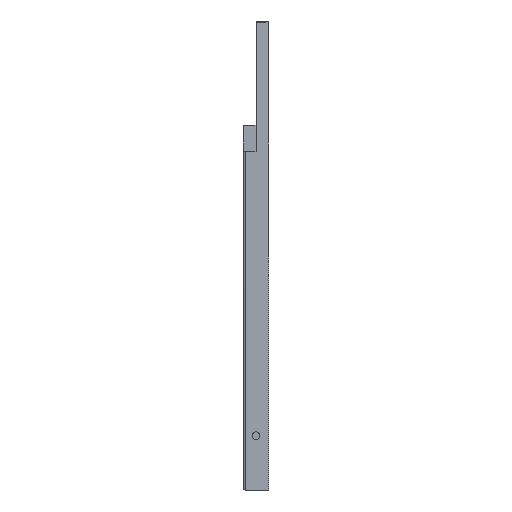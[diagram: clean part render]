
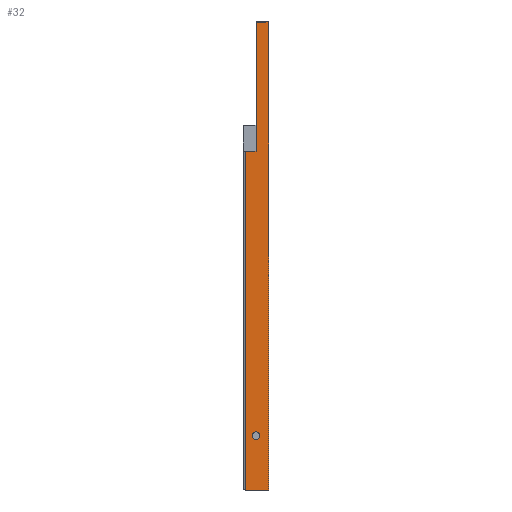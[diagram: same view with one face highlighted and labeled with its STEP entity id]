
A CAD part, left-side view. The second image highlights one B-rep face of the part: STEP entity #32.
In plain terms, the highlighted planar face has unit normal (-1, 0, 0).
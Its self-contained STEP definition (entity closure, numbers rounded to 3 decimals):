
#32 = ADVANCED_FACE ( 'NONE', ( #10588, #1317 ), #10395, .F. ) ;
#223 = EDGE_CURVE ( 'NONE', #9881, #9611, #1514, .T. ) ;
#1013 = VERTEX_POINT ( 'NONE', #11269 ) ;
#1025 = CARTESIAN_POINT ( 'NONE',  ( -99.5, 0., 56. ) ) ;
#1085 = CARTESIAN_POINT ( 'NONE',  ( -99.5, 9., 210. ) ) ;
#1224 = VERTEX_POINT ( 'NONE', #3776 ) ;
#1317 = FACE_OUTER_BOUND ( 'NONE', #4809, .T. ) ;
#1321 = AXIS2_PLACEMENT_3D ( 'NONE', #6080, #7271, #12239 ) ;
#1514 = LINE ( 'NONE', #10854, #6310 ) ;
#1703 = CARTESIAN_POINT ( 'NONE',  ( -99.5, 9., 6. ) ) ;
#1798 = VERTEX_POINT ( 'NONE', #7302 ) ;
#2093 = LINE ( 'NONE', #5298, #5090 ) ;
#2179 = LINE ( 'NONE', #10197, #4049 ) ;
#2333 = DIRECTION ( 'NONE',  ( -1., 0., 0. ) ) ;
#2400 = CARTESIAN_POINT ( 'NONE',  ( -99.5, 5., -104. ) ) ;
#2862 = ORIENTED_EDGE ( 'NONE', *, *, #4449, .F. ) ;
#3102 = DIRECTION ( 'NONE',  ( 0., 0., 1. ) ) ;
#3105 = ORIENTED_EDGE ( 'NONE', *, *, #9415, .F. ) ;
#3296 = CARTESIAN_POINT ( 'NONE',  ( -99.5, 5., 56. ) ) ;
#3410 = CARTESIAN_POINT ( 'NONE',  ( -99.5, 0., -125. ) ) ;
#3734 = CARTESIAN_POINT ( 'NONE',  ( -99.5, 0., -125. ) ) ;
#3776 = CARTESIAN_POINT ( 'NONE',  ( -99.5, 5., -102.5 ) ) ;
#4049 = VECTOR ( 'NONE', #10448, 1000. ) ;
#4167 = DIRECTION ( 'NONE',  ( 0., 1., 0. ) ) ;
#4449 = EDGE_CURVE ( 'NONE', #6082, #1013, #2179, .T. ) ;
#4472 = AXIS2_PLACEMENT_3D ( 'NONE', #2400, #2333, #6422 ) ;
#4724 = EDGE_CURVE ( 'NONE', #1224, #12765, #9168, .T. ) ;
#4809 = EDGE_LOOP ( 'NONE', ( #2862, #6728, #5667, #11652, #11461, #3105 ) ) ;
#5090 = VECTOR ( 'NONE', #4167, 1000. ) ;
#5153 = DIRECTION ( 'NONE',  ( 0., 0., -1. ) ) ;
#5298 = CARTESIAN_POINT ( 'NONE',  ( -99.5, 0., 56. ) ) ;
#5650 = AXIS2_PLACEMENT_3D ( 'NONE', #9521, #12600, #8273 ) ;
#5667 = ORIENTED_EDGE ( 'NONE', *, *, #8399, .F. ) ;
#6080 = CARTESIAN_POINT ( 'NONE',  ( -99.5, 5., -104. ) ) ;
#6082 = VERTEX_POINT ( 'NONE', #1703 ) ;
#6310 = VECTOR ( 'NONE', #11934, 1000. ) ;
#6422 = DIRECTION ( 'NONE',  ( 0., 0., 1. ) ) ;
#6612 = ORIENTED_EDGE ( 'NONE', *, *, #7361, .F. ) ;
#6728 = ORIENTED_EDGE ( 'NONE', *, *, #12567, .T. ) ;
#7108 = EDGE_LOOP ( 'NONE', ( #8820, #6612 ) ) ;
#7152 = CARTESIAN_POINT ( 'NONE',  ( -99.5, 5., 56. ) ) ;
#7154 = VERTEX_POINT ( 'NONE', #7152 ) ;
#7271 = DIRECTION ( 'NONE',  ( -1., 0., 0. ) ) ;
#7302 = CARTESIAN_POINT ( 'NONE',  ( -99.5, 9., -125. ) ) ;
#7361 = EDGE_CURVE ( 'NONE', #12765, #1224, #12838, .T. ) ;
#8166 = LINE ( 'NONE', #1085, #8907 ) ;
#8273 = DIRECTION ( 'NONE',  ( 0., 0., -1. ) ) ;
#8399 = EDGE_CURVE ( 'NONE', #9881, #1798, #11498, .T. ) ;
#8433 = DIRECTION ( 'NONE',  ( 0., 1., 0. ) ) ;
#8820 = ORIENTED_EDGE ( 'NONE', *, *, #4724, .F. ) ;
#8907 = VECTOR ( 'NONE', #5153, 1000. ) ;
#9168 = CIRCLE ( 'NONE', #4472, 1.5 ) ;
#9415 = EDGE_CURVE ( 'NONE', #1013, #7154, #12408, .T. ) ;
#9521 = CARTESIAN_POINT ( 'NONE',  ( -99.5, 10., 210. ) ) ;
#9611 = VERTEX_POINT ( 'NONE', #1025 ) ;
#9881 = VERTEX_POINT ( 'NONE', #3734 ) ;
#10173 = VECTOR ( 'NONE', #3102, 1000. ) ;
#10197 = CARTESIAN_POINT ( 'NONE',  ( -99.5, 5., 6. ) ) ;
#10395 = PLANE ( 'NONE',  #5650 ) ;
#10448 = DIRECTION ( 'NONE',  ( 0., -1., 0. ) ) ;
#10588 = FACE_BOUND ( 'NONE', #7108, .T. ) ;
#10854 = CARTESIAN_POINT ( 'NONE',  ( -99.5, 0., 210. ) ) ;
#11269 = CARTESIAN_POINT ( 'NONE',  ( -99.5, 5., 6. ) ) ;
#11461 = ORIENTED_EDGE ( 'NONE', *, *, #12425, .T. ) ;
#11498 = LINE ( 'NONE', #3410, #13055 ) ;
#11652 = ORIENTED_EDGE ( 'NONE', *, *, #223, .T. ) ;
#11934 = DIRECTION ( 'NONE',  ( 0., 0., 1. ) ) ;
#12239 = DIRECTION ( 'NONE',  ( 0., 0., 1. ) ) ;
#12408 = LINE ( 'NONE', #3296, #10173 ) ;
#12425 = EDGE_CURVE ( 'NONE', #9611, #7154, #2093, .T. ) ;
#12567 = EDGE_CURVE ( 'NONE', #6082, #1798, #8166, .T. ) ;
#12600 = DIRECTION ( 'NONE',  ( 1., 0., 0. ) ) ;
#12765 = VERTEX_POINT ( 'NONE', #12818 ) ;
#12818 = CARTESIAN_POINT ( 'NONE',  ( -99.5, 5., -105.5 ) ) ;
#12838 = CIRCLE ( 'NONE', #1321, 1.5 ) ;
#13055 = VECTOR ( 'NONE', #8433, 1000. ) ;
